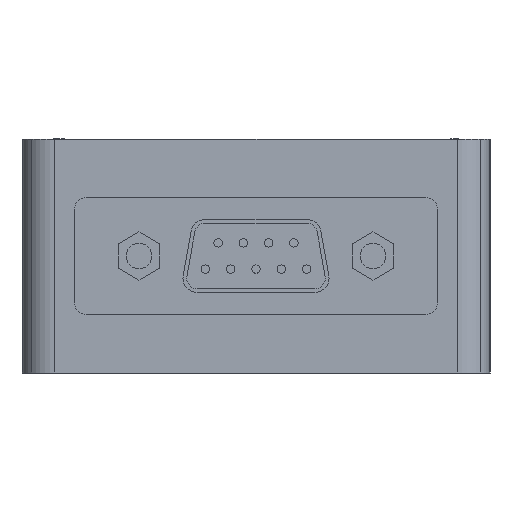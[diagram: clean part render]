
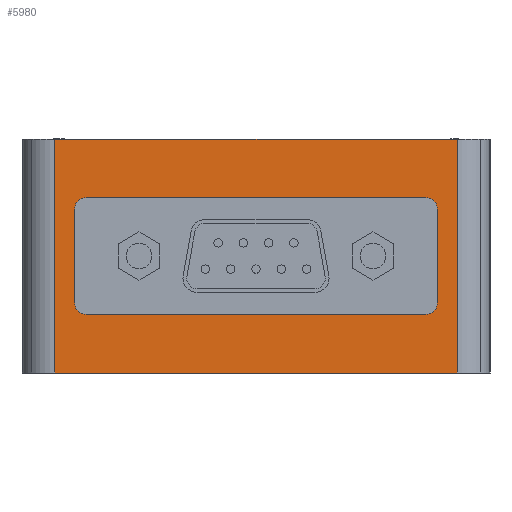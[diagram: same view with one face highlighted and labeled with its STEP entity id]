
A CAD part, left-side view. The second image highlights one B-rep face of the part: STEP entity #5980.
In plain terms, the highlighted planar face has unit normal (-1, 0, 0).
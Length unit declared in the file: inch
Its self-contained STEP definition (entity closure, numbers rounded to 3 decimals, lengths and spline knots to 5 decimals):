
#5165=CARTESIAN_POINT('',(0.,-0.76036,0.26464));
#5166=VERTEX_POINT('',#5165);
#5182=CARTESIAN_POINT('',(0.0,-0.725,0.25));
#5183=VERTEX_POINT('',#5182);
#5190=CARTESIAN_POINT('',(0.0,-0.725,0.3));
#5191=DIRECTION('',(1.0,0.,0.));
#5192=DIRECTION('',(0.,-0.707,-0.707));
#5193=AXIS2_PLACEMENT_3D('',#5190,#5191,#5192);
#5194=CIRCLE('',#5193,0.05);
#5195=EDGE_CURVE('',#5166,#5183,#5194,.T.);
#5207=CARTESIAN_POINT('',(0.,-0.76036,0.73536));
#5208=VERTEX_POINT('',#5207);
#5224=CARTESIAN_POINT('',(0.0,-0.775,0.7));
#5225=VERTEX_POINT('',#5224);
#5232=CARTESIAN_POINT('',(0.0,-0.725,0.7));
#5233=DIRECTION('',(1.,0.,0.));
#5234=DIRECTION('',(0.,-0.707,0.707));
#5235=AXIS2_PLACEMENT_3D('',#5232,#5233,#5234);
#5236=CIRCLE('',#5235,0.05);
#5237=EDGE_CURVE('',#5208,#5225,#5236,.T.);
#5249=CARTESIAN_POINT('',(0.,0.76036,0.26464));
#5250=VERTEX_POINT('',#5249);
#5266=CARTESIAN_POINT('',(0.0,0.775,0.3));
#5267=VERTEX_POINT('',#5266);
#5274=CARTESIAN_POINT('',(0.0,0.725,0.3));
#5275=DIRECTION('',(1.,0.,0.));
#5276=DIRECTION('',(0.,0.707,-0.707));
#5277=AXIS2_PLACEMENT_3D('',#5274,#5275,#5276);
#5278=CIRCLE('',#5277,0.05);
#5279=EDGE_CURVE('',#5250,#5267,#5278,.T.);
#5291=CARTESIAN_POINT('',(0.,0.76036,0.73536));
#5292=VERTEX_POINT('',#5291);
#5308=CARTESIAN_POINT('',(0.0,0.725,0.75));
#5309=VERTEX_POINT('',#5308);
#5316=CARTESIAN_POINT('',(0.0,0.725,0.7));
#5317=DIRECTION('',(1.0,0.,0.));
#5318=DIRECTION('',(0.,0.707,0.707));
#5319=AXIS2_PLACEMENT_3D('',#5316,#5317,#5318);
#5320=CIRCLE('',#5319,0.05);
#5321=EDGE_CURVE('',#5292,#5309,#5320,.T.);
#5332=CARTESIAN_POINT('',(0.0,0.775,0.7));
#5333=VERTEX_POINT('',#5332);
#5334=CARTESIAN_POINT('',(0.0,0.725,0.7));
#5335=DIRECTION('',(1.0,0.,0.));
#5336=DIRECTION('',(0.,0.707,0.707));
#5337=AXIS2_PLACEMENT_3D('',#5334,#5335,#5336);
#5338=CIRCLE('',#5337,0.05);
#5339=EDGE_CURVE('',#5333,#5292,#5338,.T.);
#5365=CARTESIAN_POINT('',(0.0,0.775,0.3));
#5366=DIRECTION('',(0.0,0.0,1.0));
#5367=VECTOR('',#5366,0.4);
#5368=LINE('',#5365,#5367);
#5369=EDGE_CURVE('',#5267,#5333,#5368,.T.);
#5387=CARTESIAN_POINT('',(0.0,0.725,0.25));
#5388=VERTEX_POINT('',#5387);
#5389=CARTESIAN_POINT('',(0.0,0.725,0.3));
#5390=DIRECTION('',(1.,0.,0.));
#5391=DIRECTION('',(0.,0.707,-0.707));
#5392=AXIS2_PLACEMENT_3D('',#5389,#5390,#5391);
#5393=CIRCLE('',#5392,0.05);
#5394=EDGE_CURVE('',#5388,#5250,#5393,.T.);
#5420=CARTESIAN_POINT('',(0.0,-0.725,0.75));
#5421=VERTEX_POINT('',#5420);
#5422=CARTESIAN_POINT('',(0.0,-0.725,0.7));
#5423=DIRECTION('',(1.,0.,0.));
#5424=DIRECTION('',(0.,-0.707,0.707));
#5425=AXIS2_PLACEMENT_3D('',#5422,#5423,#5424);
#5426=CIRCLE('',#5425,0.05);
#5427=EDGE_CURVE('',#5421,#5208,#5426,.T.);
#5497=CARTESIAN_POINT('',(0.0,-0.775,0.3));
#5498=VERTEX_POINT('',#5497);
#5505=CARTESIAN_POINT('',(0.0,-0.775,0.7));
#5506=DIRECTION('',(0.0,0.0,-1.0));
#5507=VECTOR('',#5506,0.4);
#5508=LINE('',#5505,#5507);
#5509=EDGE_CURVE('',#5225,#5498,#5508,.T.);
#5520=CARTESIAN_POINT('',(0.0,-0.725,0.3));
#5521=DIRECTION('',(1.0,0.,0.));
#5522=DIRECTION('',(0.,-0.707,-0.707));
#5523=AXIS2_PLACEMENT_3D('',#5520,#5521,#5522);
#5524=CIRCLE('',#5523,0.05);
#5525=EDGE_CURVE('',#5498,#5166,#5524,.T.);
#5538=CARTESIAN_POINT('',(0.0,-0.725,0.25));
#5539=DIRECTION('',(0.0,1.0,0.0));
#5540=VECTOR('',#5539,1.45);
#5541=LINE('',#5538,#5540);
#5542=EDGE_CURVE('',#5183,#5388,#5541,.T.);
#5557=CARTESIAN_POINT('',(0.0,0.725,0.75));
#5558=DIRECTION('',(0.0,-1.0,0.0));
#5559=VECTOR('',#5558,1.45);
#5560=LINE('',#5557,#5559);
#5561=EDGE_CURVE('',#5309,#5421,#5560,.T.);
#5812=CARTESIAN_POINT('',(0.0,-0.86,1.0));
#5813=VERTEX_POINT('',#5812);
#5821=CARTESIAN_POINT('',(0.0,-0.86,0.0));
#5822=VERTEX_POINT('',#5821);
#5823=CARTESIAN_POINT('',(0.0,-0.86,1.0));
#5824=DIRECTION('',(0.0,0.0,-1.0));
#5825=VECTOR('',#5824,1.0);
#5826=LINE('',#5823,#5825);
#5827=EDGE_CURVE('',#5813,#5822,#5826,.T.);
#5845=CARTESIAN_POINT('',(0.0,0.86,0.0));
#5846=VERTEX_POINT('',#5845);
#5847=CARTESIAN_POINT('',(0.0,0.86,0.0));
#5848=DIRECTION('',(0.0,-1.0,0.0));
#5849=VECTOR('',#5848,1.72);
#5850=LINE('',#5847,#5849);
#5851=EDGE_CURVE('',#5846,#5822,#5850,.T.);
#5943=CARTESIAN_POINT('',(0.0,0.0,0.5));
#5944=DIRECTION('',(1.0,0.0,0.0));
#5945=DIRECTION('',(0.0,0.0,-1.0));
#5946=AXIS2_PLACEMENT_3D('',#5943,#5944,#5945);
#5947=PLANE('',#5946);
#5948=ORIENTED_EDGE('',*,*,#5827,.F.);
#5949=CARTESIAN_POINT('',(0.0,0.86,1.0));
#5950=VERTEX_POINT('',#5949);
#5951=CARTESIAN_POINT('',(0.0,-0.86,1.0));
#5952=DIRECTION('',(0.0,1.0,0.0));
#5953=VECTOR('',#5952,1.72);
#5954=LINE('',#5951,#5953);
#5955=EDGE_CURVE('',#5813,#5950,#5954,.T.);
#5956=ORIENTED_EDGE('',*,*,#5955,.T.);
#5957=CARTESIAN_POINT('',(0.0,0.86,0.0));
#5958=DIRECTION('',(0.0,0.0,1.0));
#5959=VECTOR('',#5958,1.0);
#5960=LINE('',#5957,#5959);
#5961=EDGE_CURVE('',#5846,#5950,#5960,.T.);
#5962=ORIENTED_EDGE('',*,*,#5961,.F.);
#5963=ORIENTED_EDGE('',*,*,#5851,.T.);
#5964=EDGE_LOOP('',(#5948,#5956,#5962,#5963));
#5965=FACE_OUTER_BOUND('',#5964,.T.);
#5966=ORIENTED_EDGE('',*,*,#5427,.T.);
#5967=ORIENTED_EDGE('',*,*,#5237,.T.);
#5968=ORIENTED_EDGE('',*,*,#5509,.T.);
#5969=ORIENTED_EDGE('',*,*,#5525,.T.);
#5970=ORIENTED_EDGE('',*,*,#5195,.T.);
#5971=ORIENTED_EDGE('',*,*,#5542,.T.);
#5972=ORIENTED_EDGE('',*,*,#5394,.T.);
#5973=ORIENTED_EDGE('',*,*,#5279,.T.);
#5974=ORIENTED_EDGE('',*,*,#5369,.T.);
#5975=ORIENTED_EDGE('',*,*,#5339,.T.);
#5976=ORIENTED_EDGE('',*,*,#5321,.T.);
#5977=ORIENTED_EDGE('',*,*,#5561,.T.);
#5978=EDGE_LOOP('',(#5966,#5967,#5968,#5969,#5970,#5971,#5972,#5973,#5974,#5975,#5976,#5977));
#5979=FACE_BOUND('',#5978,.T.);
#5980=ADVANCED_FACE('',(#5965,#5979),#5947,.F.);
